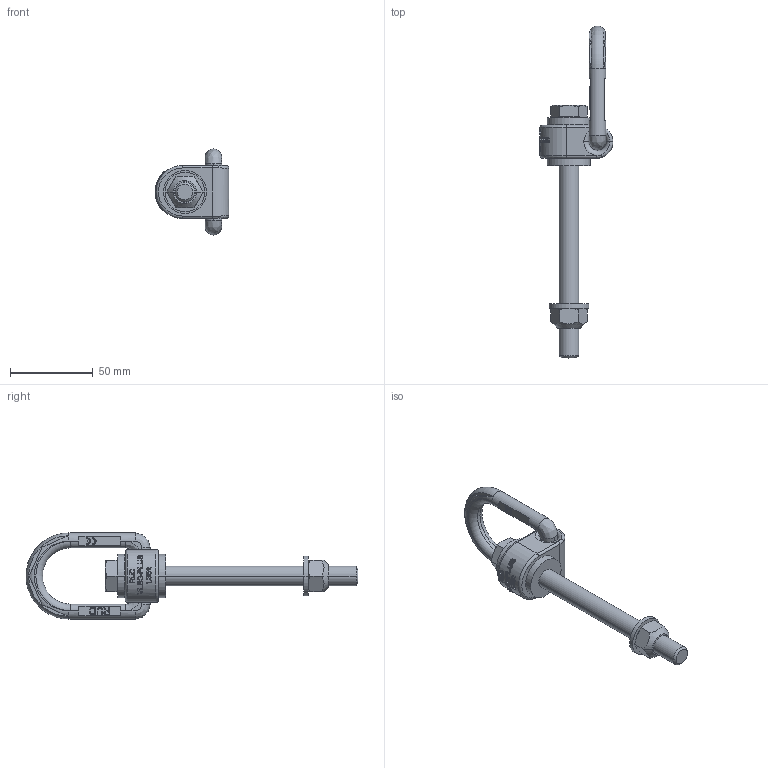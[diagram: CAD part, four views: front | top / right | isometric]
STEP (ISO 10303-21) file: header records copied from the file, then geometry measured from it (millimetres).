
FILE_DESCRIPTION((''),'2;1');
FILE_NAME('001-M35330-P-2_ASM','2019-02-06T',('anja.joas'),(''),'PRO/ENGINEER BY PARAMETRIC TECHNOLOGY CORPORATION, 2011490','PRO/ENGINEER BY PARAMETRIC TECHNOLOGY CORPORATION, 2011490','');
FILE_SCHEMA(('CONFIG_CONTROL_DESIGN'));
Length unit declared in the file: millimetre
Products named in the file (6): 001-M35330-P-2; 001-M35328-P-3; 001-M34896-P-2; 001-M31624-V03; 001-M31328-V04; 001-M35330-P-2_ASM
Assembly tree (5 placements, depth 2):
  001-M35330-P-2_ASM
    001-M35330-P-2
    001-M35328-P-3
    001-M34896-P-2
    001-M31624-V03
    001-M31328-V04
Bounding box: 44.5 x 200.46 x 52 mm (x, y, z)
Volume: 59158.1 mm3; surface area: 23342.7 mm2
Topology: 5 solids, 5 shells, 817 faces, 2237 edges, 1472 vertices
Faces by surface type: plane 708, cylinder 64, cone 20, torus 15, bspline 10
Entity records: 26635 total; most frequent: CARTESIAN_POINT 6656, ORIENTED_EDGE 4474, DIRECTION 3602, EDGE_CURVE 2237, VERTEX_POINT 1472, VECTOR 1330, LINE 1330, AXIS2_PLACEMENT_3D 1136
